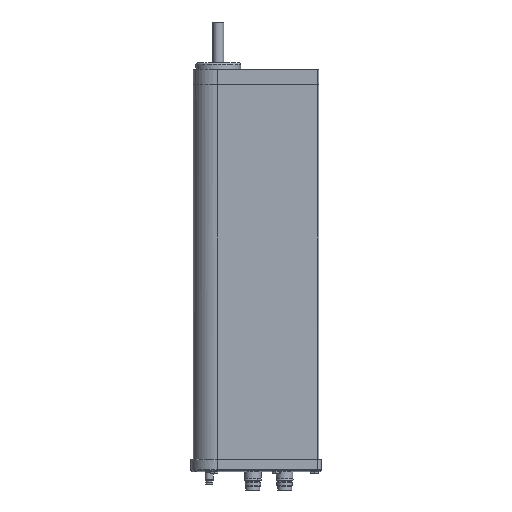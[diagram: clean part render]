
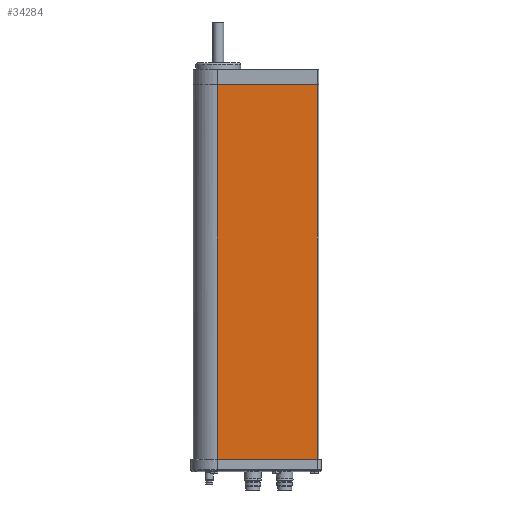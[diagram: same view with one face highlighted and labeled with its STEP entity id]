
A CAD part, left-side view. The second image highlights one B-rep face of the part: STEP entity #34284.
In plain terms, the highlighted face is planar.
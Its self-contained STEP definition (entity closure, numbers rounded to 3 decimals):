
#372 = CARTESIAN_POINT ( 'NONE',  ( 68.5, 26.5, 414. ) ) ;
#985 = ORIENTED_EDGE ( 'NONE', *, *, #25763, .F. ) ;
#1718 = VERTEX_POINT ( 'NONE', #33874 ) ;
#3186 = DIRECTION ( 'NONE',  ( 0., -1., 0. ) ) ;
#3241 = EDGE_CURVE ( 'NONE', #1718, #19852, #9949, .T. ) ;
#3936 = VECTOR ( 'NONE', #8425, 1000. ) ;
#5106 = EDGE_CURVE ( 'NONE', #27515, #1718, #11710, .T. ) ;
#7774 = EDGE_CURVE ( 'NONE', #25904, #19852, #35539, .T. ) ;
#7981 = VECTOR ( 'NONE', #10795, 1000. ) ;
#8335 = CARTESIAN_POINT ( 'NONE',  ( 68.5, 26.505, 414. ) ) ;
#8425 = DIRECTION ( 'NONE',  ( 0., 0., -1. ) ) ;
#9826 = CARTESIAN_POINT ( 'NONE',  ( -41.5, 26.5, 0. ) ) ;
#9949 = LINE ( 'NONE', #27603, #35702 ) ;
#10795 = DIRECTION ( 'NONE',  ( 0., 0., -1. ) ) ;
#11710 = LINE ( 'NONE', #33723, #3936 ) ;
#13804 = CARTESIAN_POINT ( 'NONE',  ( 68.5, 26.505, 414. ) ) ;
#16351 = DIRECTION ( 'NONE',  ( -1., 0., 0. ) ) ;
#18565 = CARTESIAN_POINT ( 'NONE',  ( -41.5, 26.505, 414. ) ) ;
#19852 = VERTEX_POINT ( 'NONE', #9826 ) ;
#20914 = EDGE_LOOP ( 'NONE', ( #35498, #33891, #985, #27604 ) ) ;
#22119 = FACE_OUTER_BOUND ( 'NONE', #20914, .T. ) ;
#22424 = CARTESIAN_POINT ( 'NONE',  ( -4.833, 26.51, 414. ) ) ;
#24753 = CARTESIAN_POINT ( 'NONE',  ( -41.5, 26.5, 414. ) ) ;
#25222 = CARTESIAN_POINT ( 'NONE',  ( 31.833, 26.51, 414. ) ) ;
#25763 = EDGE_CURVE ( 'NONE', #27515, #25904, #32087, .T. ) ;
#25904 = VERTEX_POINT ( 'NONE', #18565 ) ;
#27515 = VERTEX_POINT ( 'NONE', #8335 ) ;
#27603 = CARTESIAN_POINT ( 'NONE',  ( 68.5, 26.5, 0. ) ) ;
#27604 = ORIENTED_EDGE ( 'NONE', *, *, #5106, .T. ) ;
#28449 = PLANE ( 'NONE',  #30054 ) ;
#30054 = AXIS2_PLACEMENT_3D ( 'NONE', #372, #3186, #31225 ) ;
#30090 = CARTESIAN_POINT ( 'NONE',  ( -41.5, 26.505, 414. ) ) ;
#31225 = DIRECTION ( 'NONE',  ( 1., 0., 0. ) ) ;
#32087 = B_SPLINE_CURVE_WITH_KNOTS ( 'NONE', 3,
 ( #13804, #25222, #22424, #30090 ),
 .UNSPECIFIED., .F., .F.,
 ( 4, 4 ),
 ( 0., 1. ),
 .UNSPECIFIED. ) ;
#33723 = CARTESIAN_POINT ( 'NONE',  ( 68.5, 26.5, 414. ) ) ;
#33874 = CARTESIAN_POINT ( 'NONE',  ( 68.5, 26.5, 0. ) ) ;
#33891 = ORIENTED_EDGE ( 'NONE', *, *, #7774, .F. ) ;
#34284 = ADVANCED_FACE ( 'NONE', ( #22119 ), #28449, .F. ) ;
#35498 = ORIENTED_EDGE ( 'NONE', *, *, #3241, .T. ) ;
#35539 = LINE ( 'NONE', #24753, #7981 ) ;
#35702 = VECTOR ( 'NONE', #16351, 1000. ) ;
